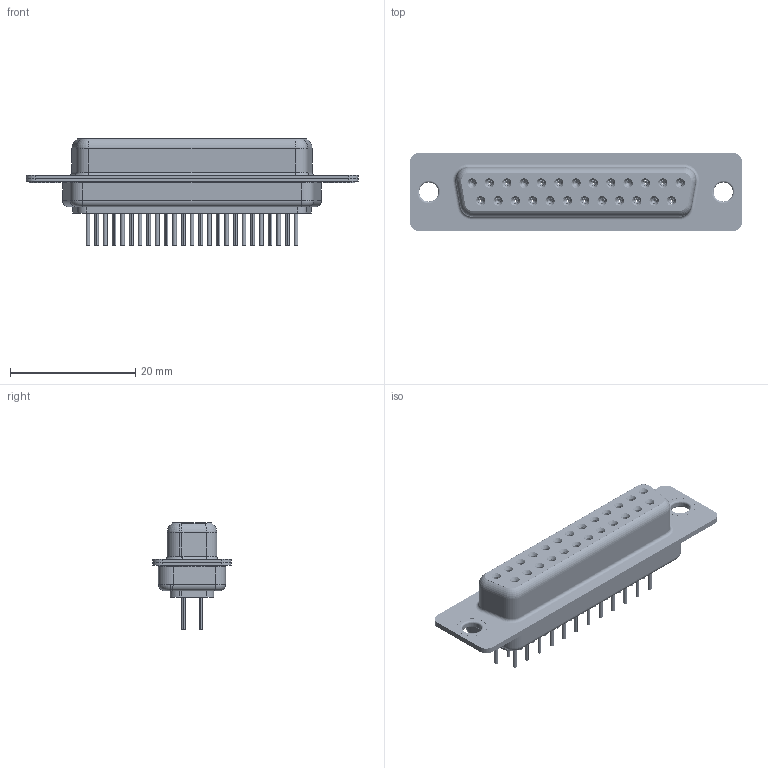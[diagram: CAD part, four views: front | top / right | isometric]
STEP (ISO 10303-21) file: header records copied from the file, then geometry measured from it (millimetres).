
FILE_DESCRIPTION (( 'STEP AP203' ), '1' );
FILE_NAME ('MHDD-25FNS-A1.STEP', '2025-11-12T16:59:39', ( '' ), ( '' ), 'SwSTEP 2.0', 'SolidWorks 2023', '' );
FILE_SCHEMA (( 'CONFIG_CONTROL_DESIGN' ));
Length unit declared in the file: millimetre
Products named in the file (7): MHDD Shell Front_25 Contacts; MHDD Housing_25 LP; MHDD Thru Hole Rivet; MHDD Shell Rear_25 Contacts; MHDD Contact Row 1_20L; MHDD-25FNS-A1; MHDD Contact Row 2_20L
Assembly tree (30 placements, depth 2):
  MHDD-25FNS-A1
    MHDD Housing_25 LP
    MHDD Shell Front_25 Contacts
    MHDD Shell Rear_25 Contacts
    MHDD Contact Row 1_20L  x13
    MHDD Contact Row 2_20L  x12
    MHDD Thru Hole Rivet  x2
Bounding box: 53.03 x 12.55 x 17.02 mm (x, y, z)
Volume: 3625.6 mm3; surface area: 8943.5 mm2
Topology: 30 solids, 30 shells, 3428 faces, 8703 edges, 5396 vertices
Faces by surface type: cylinder 946, plane 842, torus 715, bspline 500, cone 425
Entity records: 26158 total; most frequent: CARTESIAN_POINT 6366, DIRECTION 4097, ORIENTED_EDGE 3690, EDGE_CURVE 1845, AXIS2_PLACEMENT_3D 1720, VERTEX_POINT 1159, CIRCLE 945, EDGE_LOOP 930
